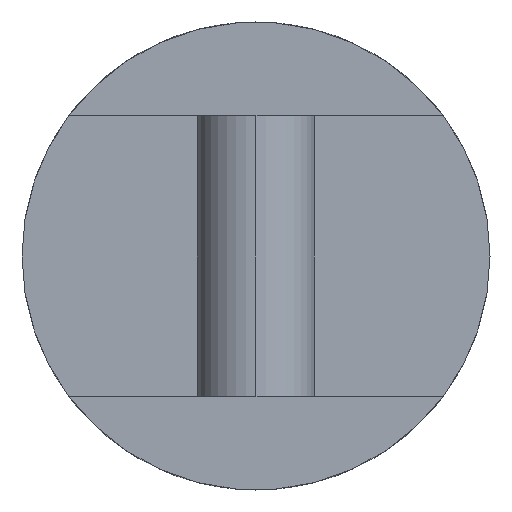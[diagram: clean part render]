
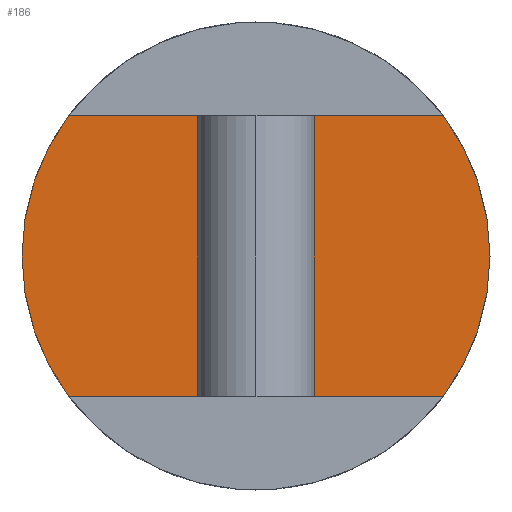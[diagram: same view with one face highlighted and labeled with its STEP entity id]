
A CAD part, left-side view. The second image highlights one B-rep face of the part: STEP entity #186.
In plain terms, the highlighted planar face has unit normal (-1, 0, 0).
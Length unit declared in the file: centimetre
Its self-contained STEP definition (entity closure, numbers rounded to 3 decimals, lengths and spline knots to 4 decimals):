
#3 = CARTESIAN_POINT ( 'NONE',  ( -22., 0., 0. ) ) ;
#7 = CIRCLE ( 'NONE', #390, 5. ) ;
#25 = DIRECTION ( 'NONE',  ( 0., 0., -1. ) ) ;
#40 = DIRECTION ( 'NONE',  ( 0., 0., -1. ) ) ;
#44 = CIRCLE ( 'NONE', #98, 5. ) ;
#80 = CARTESIAN_POINT ( 'NONE',  ( -22., 0., 0. ) ) ;
#98 = AXIS2_PLACEMENT_3D ( 'NONE', #822, #681, #693 ) ;
#103 = DIRECTION ( 'NONE',  ( 0., -1., 0. ) ) ;
#142 = CARTESIAN_POINT ( 'NONE',  ( -22., -4., 3. ) ) ;
#148 = LINE ( 'NONE', #353, #155 ) ;
#155 = VECTOR ( 'NONE', #287, 100. ) ;
#175 = ORIENTED_EDGE ( 'NONE', *, *, #506, .T. ) ;
#176 = LINE ( 'NONE', #425, #460 ) ;
#186 = ADVANCED_FACE ( 'NONE', ( #199 ), #317, .F. ) ;
#199 = FACE_OUTER_BOUND ( 'NONE', #798, .T. ) ;
#208 = CARTESIAN_POINT ( 'NONE',  ( -22., -4., -3. ) ) ;
#211 = ORIENTED_EDGE ( 'NONE', *, *, #823, .F. ) ;
#227 = ORIENTED_EDGE ( 'NONE', *, *, #435, .F. ) ;
#239 = VERTEX_POINT ( 'NONE', #259 ) ;
#245 = ORIENTED_EDGE ( 'NONE', *, *, #421, .F. ) ;
#259 = CARTESIAN_POINT ( 'NONE',  ( -22., 5., 0. ) ) ;
#270 = DIRECTION ( 'NONE',  ( 0., 0., -1. ) ) ;
#287 = DIRECTION ( 'NONE',  ( 0., 1., 0. ) ) ;
#311 = VERTEX_POINT ( 'NONE', #857 ) ;
#317 = PLANE ( 'NONE',  #503 ) ;
#339 = DIRECTION ( 'NONE',  ( 1., 0., 0. ) ) ;
#353 = CARTESIAN_POINT ( 'NONE',  ( -22., 5., 3. ) ) ;
#358 = CIRCLE ( 'NONE', #845, 5. ) ;
#385 = CARTESIAN_POINT ( 'NONE',  ( -22., 4., -3. ) ) ;
#390 = AXIS2_PLACEMENT_3D ( 'NONE', #802, #556, #40 ) ;
#403 = EDGE_CURVE ( 'NONE', #749, #502, #148, .T. ) ;
#409 = DIRECTION ( 'NONE',  ( 1., 0., 0. ) ) ;
#421 = EDGE_CURVE ( 'NONE', #311, #836, #358, .T. ) ;
#425 = CARTESIAN_POINT ( 'NONE',  ( -22., 5., -3. ) ) ;
#435 = EDGE_CURVE ( 'NONE', #749, #311, #7, .T. ) ;
#436 = CARTESIAN_POINT ( 'NONE',  ( -22., 4., 3. ) ) ;
#450 = DIRECTION ( 'NONE',  ( 0., -1., 0. ) ) ;
#460 = VECTOR ( 'NONE', #103, 100. ) ;
#475 = ORIENTED_EDGE ( 'NONE', *, *, #507, .F. ) ;
#502 = VERTEX_POINT ( 'NONE', #436 ) ;
#503 = AXIS2_PLACEMENT_3D ( 'NONE', #640, #838, #450 ) ;
#506 = EDGE_CURVE ( 'NONE', #808, #836, #176, .T. ) ;
#507 = EDGE_CURVE ( 'NONE', #808, #239, #44, .T. ) ;
#512 = AXIS2_PLACEMENT_3D ( 'NONE', #3, #339, #270 ) ;
#526 = CIRCLE ( 'NONE', #512, 5. ) ;
#556 = DIRECTION ( 'NONE',  ( 1., 0., 0. ) ) ;
#569 = ORIENTED_EDGE ( 'NONE', *, *, #403, .T. ) ;
#640 = CARTESIAN_POINT ( 'NONE',  ( -22., 1., 0. ) ) ;
#681 = DIRECTION ( 'NONE',  ( 1., 0., 0. ) ) ;
#693 = DIRECTION ( 'NONE',  ( 0., 0., -1. ) ) ;
#749 = VERTEX_POINT ( 'NONE', #142 ) ;
#798 = EDGE_LOOP ( 'NONE', ( #175, #245, #227, #569, #211, #475 ) ) ;
#802 = CARTESIAN_POINT ( 'NONE',  ( -22., 0., 0. ) ) ;
#808 = VERTEX_POINT ( 'NONE', #385 ) ;
#822 = CARTESIAN_POINT ( 'NONE',  ( -22., 0., 0. ) ) ;
#823 = EDGE_CURVE ( 'NONE', #239, #502, #526, .T. ) ;
#836 = VERTEX_POINT ( 'NONE', #208 ) ;
#838 = DIRECTION ( 'NONE',  ( 1., 0., 0. ) ) ;
#845 = AXIS2_PLACEMENT_3D ( 'NONE', #80, #409, #25 ) ;
#857 = CARTESIAN_POINT ( 'NONE',  ( -22., -5., 0. ) ) ;
